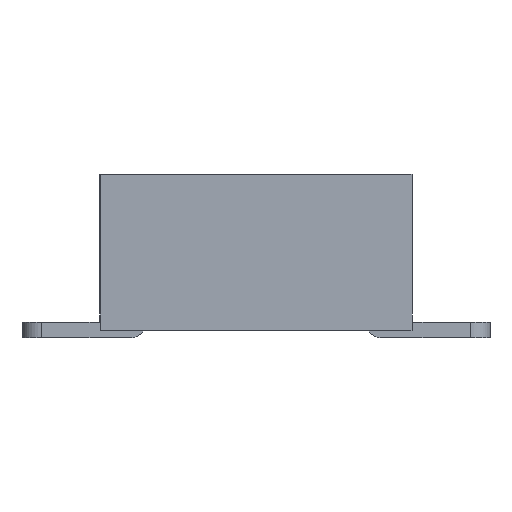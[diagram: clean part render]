
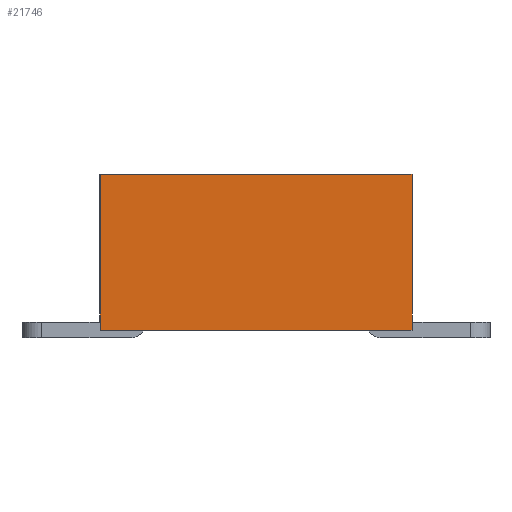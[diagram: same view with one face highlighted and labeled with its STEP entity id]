
A CAD part, front view. The second image highlights one B-rep face of the part: STEP entity #21746.
In plain terms, the highlighted face is planar.
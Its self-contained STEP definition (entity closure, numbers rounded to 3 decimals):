
#668=PLANE('',#23832);
#7998=ORIENTED_EDGE('',*,*,#11374,.T.);
#7999=ORIENTED_EDGE('',*,*,#11392,.F.);
#8000=ORIENTED_EDGE('',*,*,#11382,.F.);
#8001=ORIENTED_EDGE('',*,*,#11393,.T.);
#11374=EDGE_CURVE('',#13411,#13410,#15538,.T.);
#11382=EDGE_CURVE('',#13416,#13417,#15546,.T.);
#11392=EDGE_CURVE('',#13417,#13410,#15556,.T.);
#11393=EDGE_CURVE('',#13416,#13411,#15557,.T.);
#13410=VERTEX_POINT('',#37425);
#13411=VERTEX_POINT('',#37427);
#13416=VERTEX_POINT('',#37440);
#13417=VERTEX_POINT('',#37442);
#15538=LINE('',#37426,#17678);
#15546=LINE('',#37441,#17686);
#15556=LINE('',#37454,#17696);
#15557=LINE('',#37456,#17697);
#17678=VECTOR('',#29783,1000.);
#17686=VECTOR('',#29793,1000.);
#17696=VECTOR('',#29807,1000.);
#17697=VECTOR('',#29810,1000.);
#18870=EDGE_LOOP('',(#7998,#7999,#8000,#8001));
#20076=FACE_BOUND('',#18870,.T.);
#21746=ADVANCED_FACE('',(#20076),#668,.F.);
#23832=AXIS2_PLACEMENT_3D('',#37455,#29808,#29809);
#29783=DIRECTION('',(0.,0.,-1.));
#29793=DIRECTION('',(0.,0.,-1.));
#29807=DIRECTION('',(0.,1.,0.));
#29808=DIRECTION('',(1.,0.,0.));
#29809=DIRECTION('',(0.,0.,-1.));
#29810=DIRECTION('',(0.,1.,0.));
#37425=CARTESIAN_POINT('',(-8.,2.,-1.));
#37426=CARTESIAN_POINT('',(-8.,2.,1.));
#37427=CARTESIAN_POINT('',(-8.,2.,1.));
#37440=CARTESIAN_POINT('',(-8.,-2.,1.));
#37441=CARTESIAN_POINT('',(-8.,-2.,1.));
#37442=CARTESIAN_POINT('',(-8.,-2.,-1.));
#37454=CARTESIAN_POINT('',(-8.,-2.,-1.));
#37455=CARTESIAN_POINT('',(-8.,-2.,1.));
#37456=CARTESIAN_POINT('',(-8.,-2.,1.));
